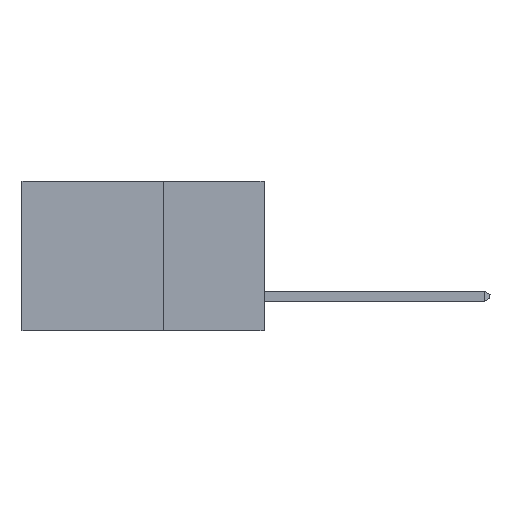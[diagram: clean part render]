
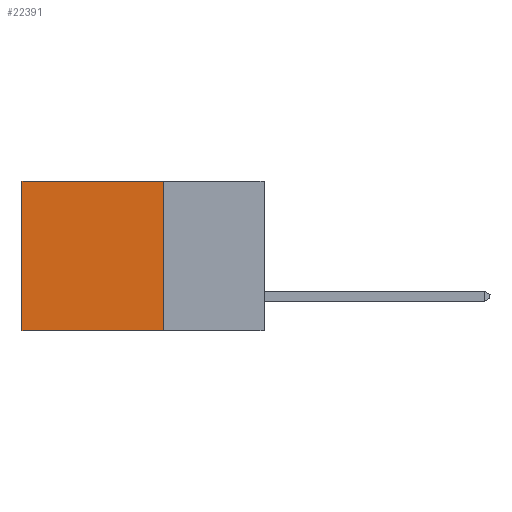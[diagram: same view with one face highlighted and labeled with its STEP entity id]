
A CAD part, left-side view. The second image highlights one B-rep face of the part: STEP entity #22391.
In plain terms, the highlighted planar face has unit normal (-1, 0, 0).
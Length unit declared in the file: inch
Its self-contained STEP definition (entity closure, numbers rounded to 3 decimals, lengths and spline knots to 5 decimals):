
#175 = DIRECTION ( 'NONE',  ( 0., 1., 0. ) ) ;
#1609 = LINE ( 'NONE', #17498, #15883 ) ;
#1770 = CARTESIAN_POINT ( 'NONE',  ( 0.2615, 0.6, -0.37 ) ) ;
#2289 = LINE ( 'NONE', #2407, #15234 ) ;
#2407 = CARTESIAN_POINT ( 'NONE',  ( 0.2615, 0.25, 0. ) ) ;
#2935 = EDGE_CURVE ( 'NONE', #20009, #14278, #1609, .T. ) ;
#3398 = CARTESIAN_POINT ( 'NONE',  ( 0.2615, 0.6, 0. ) ) ;
#4704 = ORIENTED_EDGE ( 'NONE', *, *, #16460, .F. ) ;
#5631 = AXIS2_PLACEMENT_3D ( 'NONE', #19275, #22241, #14085 ) ;
#7120 = LINE ( 'NONE', #10885, #18015 ) ;
#8653 = DIRECTION ( 'NONE',  ( 0., 0., -1. ) ) ;
#10161 = EDGE_CURVE ( 'NONE', #20009, #15599, #2289, .T. ) ;
#10682 = EDGE_CURVE ( 'NONE', #15599, #14966, #17836, .T. ) ;
#10885 = CARTESIAN_POINT ( 'NONE',  ( 0.2615, 0.25, -0.37 ) ) ;
#11771 = ORIENTED_EDGE ( 'NONE', *, *, #10682, .T. ) ;
#13441 = FACE_OUTER_BOUND ( 'NONE', #21446, .T. ) ;
#14085 = DIRECTION ( 'NONE',  ( 0., 0., -1. ) ) ;
#14278 = VERTEX_POINT ( 'NONE', #15797 ) ;
#14966 = VERTEX_POINT ( 'NONE', #1770 ) ;
#15234 = VECTOR ( 'NONE', #21807, 39.37008 ) ;
#15599 = VERTEX_POINT ( 'NONE', #3398 ) ;
#15797 = CARTESIAN_POINT ( 'NONE',  ( 0.2615, 0.25, -0.37 ) ) ;
#15883 = VECTOR ( 'NONE', #8653, 39.37008 ) ;
#16460 = EDGE_CURVE ( 'NONE', #14278, #14966, #7120, .T. ) ;
#17498 = CARTESIAN_POINT ( 'NONE',  ( 0.2615, 0.25, -0.37 ) ) ;
#17836 = LINE ( 'NONE', #21427, #22295 ) ;
#18015 = VECTOR ( 'NONE', #175, 39.37008 ) ;
#18451 = CARTESIAN_POINT ( 'NONE',  ( 0.2615, 0.25, 0. ) ) ;
#19092 = ORIENTED_EDGE ( 'NONE', *, *, #10161, .T. ) ;
#19275 = CARTESIAN_POINT ( 'NONE',  ( 0.2615, 0.25, -0.37 ) ) ;
#19392 = ORIENTED_EDGE ( 'NONE', *, *, #2935, .F. ) ;
#19584 = DIRECTION ( 'NONE',  ( 0., 0., -1. ) ) ;
#20009 = VERTEX_POINT ( 'NONE', #18451 ) ;
#20792 = PLANE ( 'NONE',  #5631 ) ;
#21427 = CARTESIAN_POINT ( 'NONE',  ( 0.2615, 0.6, -0.37 ) ) ;
#21446 = EDGE_LOOP ( 'NONE', ( #11771, #4704, #19392, #19092 ) ) ;
#21807 = DIRECTION ( 'NONE',  ( 0., 1., 0. ) ) ;
#22241 = DIRECTION ( 'NONE',  ( 1., 0., 0. ) ) ;
#22295 = VECTOR ( 'NONE', #19584, 39.37008 ) ;
#22391 = ADVANCED_FACE ( 'NONE', ( #13441 ), #20792, .F. ) ;
